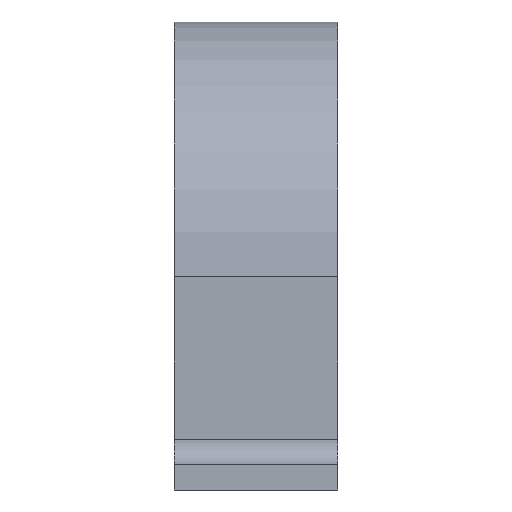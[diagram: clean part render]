
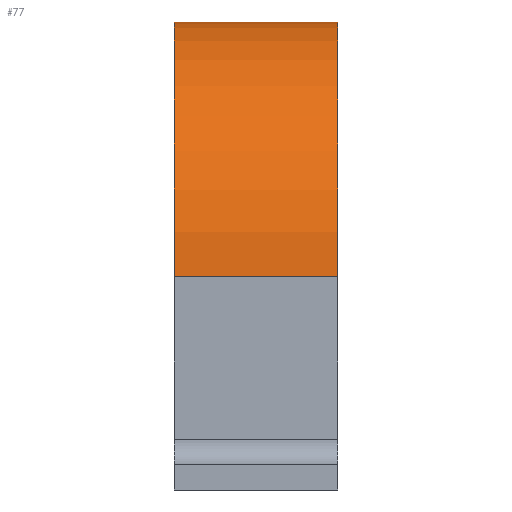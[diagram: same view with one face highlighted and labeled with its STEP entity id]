
A CAD part, left-side view. The second image highlights one B-rep face of the part: STEP entity #77.
In plain terms, the highlighted free-form (B-spline) face has degree [3, 1] with [4, 2] control points.
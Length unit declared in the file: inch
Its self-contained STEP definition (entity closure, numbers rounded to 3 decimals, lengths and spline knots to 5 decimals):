
#77=ADVANCED_FACE('',(#164),#165,.T.);
#164=FACE_OUTER_BOUND('',#301,.T.);
#165=B_SPLINE_SURFACE_WITH_KNOTS('',3,1,((#302,#303),(#304,#305),(#306,#307),(#308,#309)),.UNSPECIFIED.,.F.,.F.,.F.,(4,4),(2,2),(-1.0,-0.0),(0.0,1.625),.UNSPECIFIED.);
#301=EDGE_LOOP('',(#532,#533,#534,#535));
#302=CARTESIAN_POINT('',(3.92181,1.625,4.66208));
#303=CARTESIAN_POINT('',(3.92181,0.,4.66208));
#304=CARTESIAN_POINT('',(2.52134,1.625,4.66208));
#305=CARTESIAN_POINT('',(2.52134,0.,4.66208));
#306=CARTESIAN_POINT('',(1.38601,1.625,3.52677));
#307=CARTESIAN_POINT('',(1.38601,0.,3.52677));
#308=CARTESIAN_POINT('',(1.38601,1.625,2.12628));
#309=CARTESIAN_POINT('',(1.38601,0.,2.12628));
#532=ORIENTED_EDGE('',*,*,#684,.T.);
#533=ORIENTED_EDGE('',*,*,#720,.F.);
#534=ORIENTED_EDGE('',*,*,#701,.F.);
#535=ORIENTED_EDGE('',*,*,#721,.T.);
#684=EDGE_CURVE('',#817,#818,#819,.T.);
#701=EDGE_CURVE('',#846,#848,#849,.T.);
#720=EDGE_CURVE('',#848,#818,#877,.T.);
#721=EDGE_CURVE('',#846,#817,#878,.T.);
#817=VERTEX_POINT('',#1030);
#818=VERTEX_POINT('',#1031);
#819=B_SPLINE_CURVE_WITH_KNOTS('',3,(#1032,#1033,#1034,#1035),.UNSPECIFIED.,.F.,.F.,(4,4),(0.0,1.0),.UNSPECIFIED.);
#846=VERTEX_POINT('',#1090);
#848=VERTEX_POINT('',#1093);
#849=B_SPLINE_CURVE_WITH_KNOTS('',3,(#1094,#1095,#1096,#1097),.UNSPECIFIED.,.F.,.F.,(4,4),(0.0,1.0),.UNSPECIFIED.);
#877=LINE('',#1156,#1157);
#878=LINE('',#1158,#1159);
#1030=CARTESIAN_POINT('',(1.38601,0.,2.12628));
#1031=CARTESIAN_POINT('',(3.92181,0.,4.66208));
#1032=CARTESIAN_POINT('',(1.38601,0.,2.12628));
#1033=CARTESIAN_POINT('',(1.38601,0.,3.52677));
#1034=CARTESIAN_POINT('',(2.52134,0.,4.66208));
#1035=CARTESIAN_POINT('',(3.92181,0.,4.66208));
#1090=CARTESIAN_POINT('',(1.38601,1.625,2.12628));
#1093=CARTESIAN_POINT('',(3.92181,1.625,4.66208));
#1094=CARTESIAN_POINT('',(1.38601,1.625,2.12628));
#1095=CARTESIAN_POINT('',(1.38601,1.625,3.52677));
#1096=CARTESIAN_POINT('',(2.52134,1.625,4.66208));
#1097=CARTESIAN_POINT('',(3.92181,1.625,4.66208));
#1156=CARTESIAN_POINT('',(3.92181,1.625,4.66208));
#1157=VECTOR('',#1245,1.0);
#1158=CARTESIAN_POINT('',(1.38601,1.625,2.12628));
#1159=VECTOR('',#1246,1.0);
#1245=DIRECTION('',(0.0,-1.0,0.0));
#1246=DIRECTION('',(0.0,-1.0,0.0));
